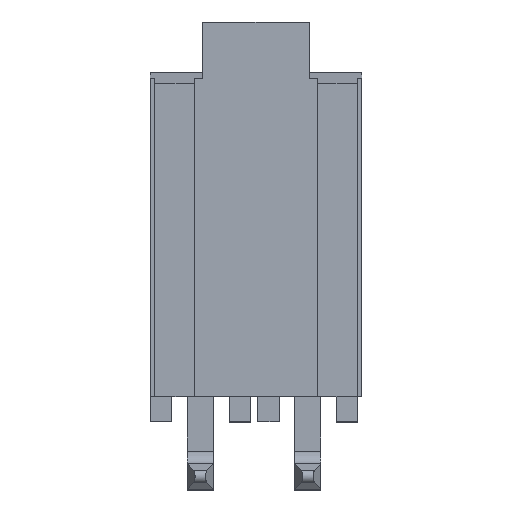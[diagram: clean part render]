
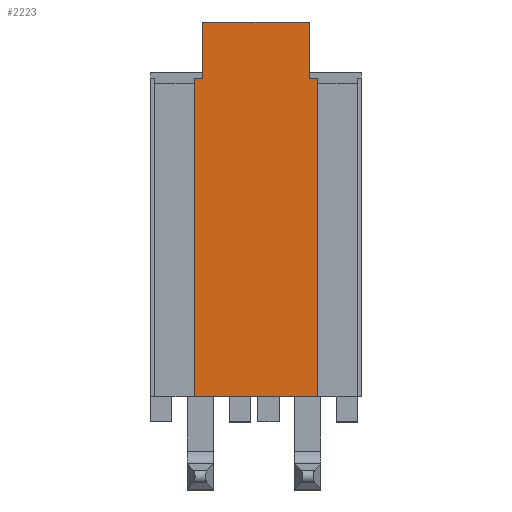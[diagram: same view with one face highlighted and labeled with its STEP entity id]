
A CAD part, top view. The second image highlights one B-rep face of the part: STEP entity #2223.
In plain terms, the highlighted planar face has unit normal (0, 0, 1).
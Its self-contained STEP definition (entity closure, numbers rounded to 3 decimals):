
#165=DIRECTION('',(-1.,0.,0.));
#166=VECTOR('',#165,2.91);
#167=CARTESIAN_POINT('',(1.455,0.,2.28));
#168=LINE('3698',#167,#166);
#539=DIRECTION('',(-1.,0.,0.));
#540=VECTOR('',#539,0.2);
#541=CARTESIAN_POINT('',(-1.255,7.514,2.28));
#542=LINE('3704',#541,#540);
#543=DIRECTION('',(0.,1.,0.));
#544=VECTOR('',#543,7.514);
#545=CARTESIAN_POINT('',(-1.455,0.,2.28));
#546=LINE('3715',#545,#544);
#559=DIRECTION('',(0.,1.,0.));
#560=VECTOR('',#559,1.326);
#561=CARTESIAN_POINT('',(1.255,7.514,2.28));
#562=LINE('3712',#561,#560);
#563=DIRECTION('',(0.,1.,0.));
#564=VECTOR('',#563,7.514);
#565=CARTESIAN_POINT('',(1.455,0.,2.28));
#566=LINE('3714',#565,#564);
#567=DIRECTION('',(0.,1.,0.));
#568=VECTOR('',#567,1.326);
#569=CARTESIAN_POINT('',(-1.255,7.514,2.28));
#570=LINE('3710',#569,#568);
#579=DIRECTION('',(1.,0.,0.));
#580=VECTOR('',#579,2.51);
#581=CARTESIAN_POINT('',(-1.255,8.84,2.28));
#582=LINE('3695',#581,#580);
#615=DIRECTION('',(-1.,0.,0.));
#616=VECTOR('',#615,0.2);
#617=CARTESIAN_POINT('',(1.455,7.514,2.28));
#618=LINE('3703',#617,#616);
#1181=CARTESIAN_POINT('',(-1.255,8.84,2.28));
#1183=VERTEX_POINT('',#1181);
#1189=CARTESIAN_POINT('',(1.255,8.84,2.28));
#1191=VERTEX_POINT('',#1189);
#1197=CARTESIAN_POINT('',(-1.455,0.,2.28));
#1199=VERTEX_POINT('',#1197);
#1201=CARTESIAN_POINT('',(1.455,0.,2.28));
#1202=VERTEX_POINT('',#1201);
#1209=CARTESIAN_POINT('',(-1.455,7.514,2.28));
#1210=VERTEX_POINT('',#1209);
#1211=CARTESIAN_POINT('',(1.455,7.514,2.28));
#1212=CARTESIAN_POINT('',(1.255,7.514,2.28));
#1213=VERTEX_POINT('',#1211);
#1214=VERTEX_POINT('',#1212);
#1215=CARTESIAN_POINT('',(-1.255,7.514,2.28));
#1216=VERTEX_POINT('',#1215);
#2203=CARTESIAN_POINT('',(-2.495,7.514,2.28));
#2204=DIRECTION('',(0.,0.,1.));
#2205=DIRECTION('',(0.,1.,0.));
#2206=AXIS2_PLACEMENT_3D('',#2203,#2204,#2205);
#2207=PLANE('3586',#2206);
#2209=ORIENTED_EDGE('3712',*,*,#2208,.F.);
#2211=ORIENTED_EDGE('3703',*,*,#2210,.F.);
#2213=ORIENTED_EDGE('3714',*,*,#2212,.F.);
#2214=ORIENTED_EDGE('3698',*,*,#1666,.T.);
#2215=ORIENTED_EDGE('3715',*,*,#2173,.T.);
#2216=ORIENTED_EDGE('3704',*,*,#2159,.F.);
#2218=ORIENTED_EDGE('3710',*,*,#2217,.T.);
#2220=ORIENTED_EDGE('3695',*,*,#2219,.T.);
#2221=EDGE_LOOP('3586',(#2209,#2211,#2213,#2214,#2215,#2216,#2218,#2220));
#2222=FACE_OUTER_BOUND('3586',#2221,.F.);
#2223=ADVANCED_FACE('3586',(#2222),#2207,.T.);
#1666=EDGE_CURVE('3698',#1202,#1199,#168,.T.);
#2159=EDGE_CURVE('3704',#1216,#1210,#542,.T.);
#2173=EDGE_CURVE('3715',#1199,#1210,#546,.T.);
#2208=EDGE_CURVE('3712',#1214,#1191,#562,.T.);
#2210=EDGE_CURVE('3703',#1213,#1214,#618,.T.);
#2212=EDGE_CURVE('3714',#1202,#1213,#566,.T.);
#2217=EDGE_CURVE('3710',#1216,#1183,#570,.T.);
#2219=EDGE_CURVE('3695',#1183,#1191,#582,.T.);
